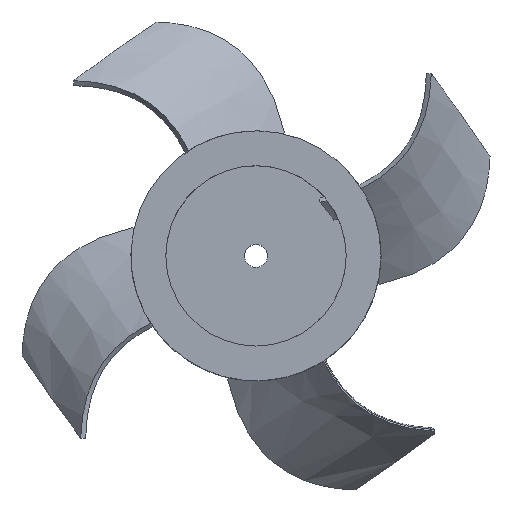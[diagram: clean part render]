
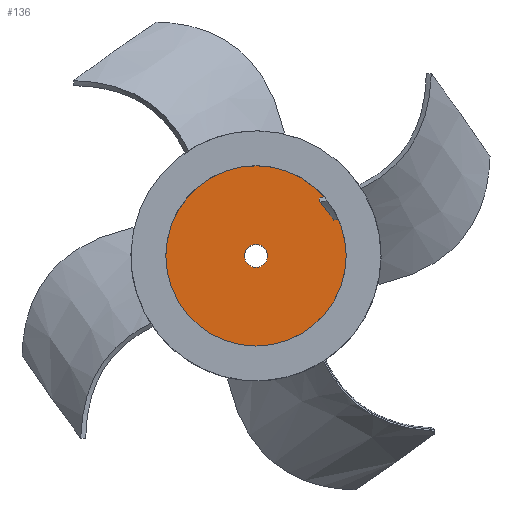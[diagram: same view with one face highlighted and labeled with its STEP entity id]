
A CAD part, top view. The second image highlights one B-rep face of the part: STEP entity #136.
In plain terms, the highlighted planar face has unit normal (0, 0, 1).
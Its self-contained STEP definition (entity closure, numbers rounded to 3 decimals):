
#106=PLANE('',#654);
#136=ADVANCED_FACE('',(#160,#161),#106,.T.);
#160=FACE_BOUND('',#198,.T.);
#161=FACE_BOUND('',#199,.T.);
#198=EDGE_LOOP('',(#361,#362,#363,#364));
#199=EDGE_LOOP('',(#365));
#224=CIRCLE('',#651,113.605);
#225=CIRCLE('',#653,14.55);
#361=ORIENTED_EDGE('',*,*,#537,.F.);
#362=ORIENTED_EDGE('',*,*,#538,.F.);
#363=ORIENTED_EDGE('',*,*,#539,.T.);
#364=ORIENTED_EDGE('',*,*,#535,.F.);
#365=ORIENTED_EDGE('',*,*,#540,.F.);
#453=VERTEX_POINT('',#1796);
#454=VERTEX_POINT('',#1798);
#455=VERTEX_POINT('',#1808);
#456=VERTEX_POINT('',#1819);
#457=VERTEX_POINT('',#1824);
#535=EDGE_CURVE('',#453,#454,#224,.T.);
#537=EDGE_CURVE('',#455,#453,#615,.T.);
#538=EDGE_CURVE('',#456,#455,#616,.T.);
#539=EDGE_CURVE('',#456,#454,#617,.T.);
#540=EDGE_CURVE('',#457,#457,#225,.T.);
#615=B_SPLINE_CURVE_WITH_KNOTS('',3,(#1804,#1805,#1806,#1807),
 .UNSPECIFIED.,.F.,.F.,(4,4),(0.,1.),.UNSPECIFIED.);
#616=B_SPLINE_CURVE_WITH_KNOTS('',3,(#1809,#1810,#1811,#1812,#1813,#1814,
#1815,#1816,#1817,#1818),.UNSPECIFIED.,.F.,.F.,(4,3,3,4),(0.,0.335,
0.667,1.),.UNSPECIFIED.);
#617=B_SPLINE_CURVE_WITH_KNOTS('',2,(#1820,#1821,#1822),.UNSPECIFIED.,.F.,
 .F.,(3,3),(0.,1.),.UNSPECIFIED.);
#651=AXIS2_PLACEMENT_3D('',#1797,#692,#693);
#653=AXIS2_PLACEMENT_3D('',#1823,#696,#697);
#654=AXIS2_PLACEMENT_3D('',#1825,#698,#699);
#692=DIRECTION('',(0.,0.,-1.));
#693=DIRECTION('',(1.,0.,0.));
#696=DIRECTION('',(0.,0.,1.));
#697=DIRECTION('',(1.,0.,0.));
#698=DIRECTION('',(0.,0.,1.));
#699=DIRECTION('',(1.,0.,0.));
#1796=CARTESIAN_POINT('',(103.724,46.34,80.));
#1797=CARTESIAN_POINT('',(0.,0.,80.));
#1798=CARTESIAN_POINT('',(98.621,56.391,80.));
#1804=CARTESIAN_POINT('',(98.018,45.033,80.));
#1805=CARTESIAN_POINT('',(99.925,45.45,80.));
#1806=CARTESIAN_POINT('',(101.827,45.886,80.));
#1807=CARTESIAN_POINT('',(103.724,46.34,80.));
#1808=CARTESIAN_POINT('',(98.018,45.034,80.));
#1809=CARTESIAN_POINT('',(93.141,55.137,80.));
#1810=CARTESIAN_POINT('',(93.683,54.008,80.));
#1811=CARTESIAN_POINT('',(94.226,52.88,80.));
#1812=CARTESIAN_POINT('',(94.77,51.751,80.));
#1813=CARTESIAN_POINT('',(95.31,50.631,80.));
#1814=CARTESIAN_POINT('',(95.85,49.511,80.));
#1815=CARTESIAN_POINT('',(96.392,48.391,80.));
#1816=CARTESIAN_POINT('',(96.933,47.272,80.));
#1817=CARTESIAN_POINT('',(97.475,46.152,80.));
#1818=CARTESIAN_POINT('',(98.018,45.034,80.));
#1819=CARTESIAN_POINT('',(93.141,55.137,80.));
#1820=CARTESIAN_POINT('',(93.141,55.137,80.));
#1821=CARTESIAN_POINT('',(95.91,55.743,80.));
#1822=CARTESIAN_POINT('',(98.621,56.391,80.));
#1823=CARTESIAN_POINT('',(0.,0.,80.));
#1824=CARTESIAN_POINT('',(14.55,0.,80.));
#1825=CARTESIAN_POINT('',(0.,0.,80.));
